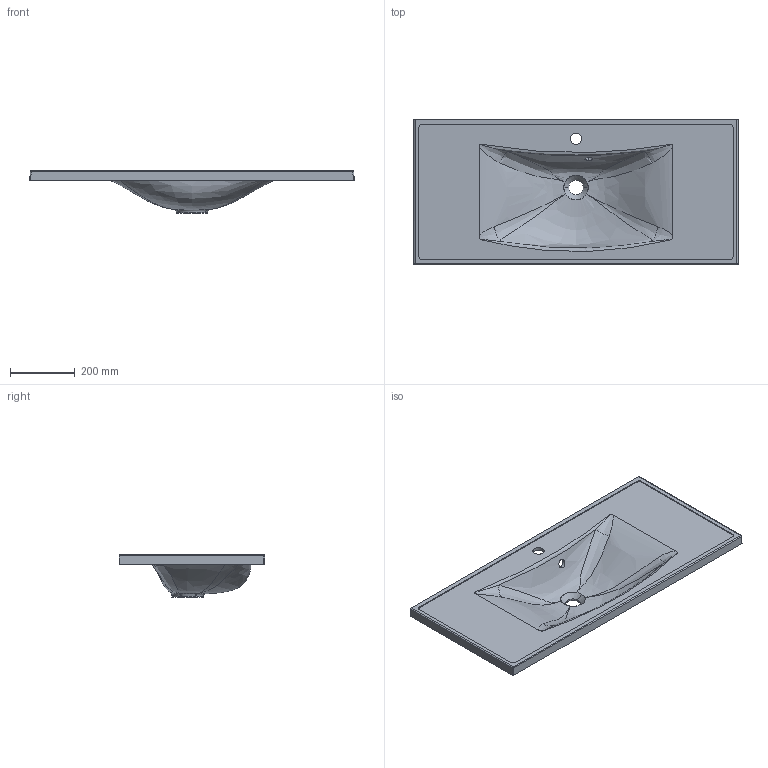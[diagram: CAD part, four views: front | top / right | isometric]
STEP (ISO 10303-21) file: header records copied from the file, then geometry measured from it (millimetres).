
FILE_DESCRIPTION (( 'STEP AP214' ), '1' );
FILE_NAME ('Rostriks UNO.STEP', '2020-03-23T13:36:00', ( '' ), ( '' ), 'SwSTEP 2.0', 'SolidWorks 2018', '' );
FILE_SCHEMA (( 'AUTOMOTIVE_DESIGN' ));
Length unit declared in the file: millimetre
Products named in the file (1): Rostriks UNO
Bounding box: 999.57 x 449.57 x 130 mm (x, y, z)
Volume: 5549788 mm3; surface area: 1132228.7 mm2
Topology: 1 solids, 1 shells, 159 faces, 395 edges, 238 vertices
Faces by surface type: bspline 64, cylinder 55, plane 34, cone 4, sphere 2
Entity records: 18684 total; most frequent: CARTESIAN_POINT 15464, ORIENTED_EDGE 782, DIRECTION 525, EDGE_CURVE 391, VERTEX_POINT 238, AXIS2_PLACEMENT_3D 190, EDGE_LOOP 169, FACE_OUTER_BOUND 159
